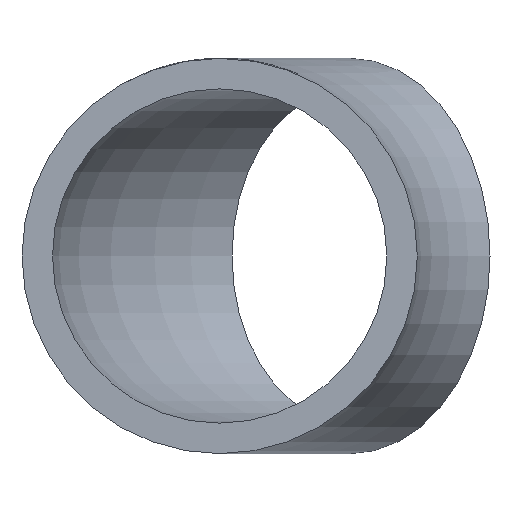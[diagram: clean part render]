
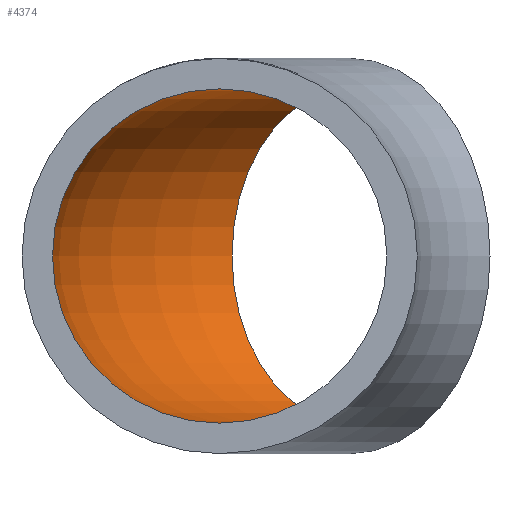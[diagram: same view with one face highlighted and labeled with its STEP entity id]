
A CAD part, front view. The second image highlights one B-rep face of the part: STEP entity #4374.
In plain terms, the highlighted toroidal (fillet/blend) face has major radius 38 mm and minor radius 14.25 mm.
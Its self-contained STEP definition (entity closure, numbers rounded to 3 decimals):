
#1422 = DIRECTION ( 'NONE',  ( -0.707, 0.707, 0. ) ) ;
#2654 = DIRECTION ( 'NONE',  ( 0.707, 0.707, 0. ) ) ;
#4183 = TOROIDAL_SURFACE ( 'NONE', #6303, 38., 14.25 ) ;
#4374 = ADVANCED_FACE ( 'NONE', ( #10809, #15904 ), #4183, .F. ) ;
#4535 = AXIS2_PLACEMENT_3D ( 'NONE', #5389, #2654, #1422 ) ;
#4863 = EDGE_LOOP ( 'NONE', ( #10043 ) ) ;
#5389 = CARTESIAN_POINT ( 'NONE',  ( -26.87, 26.87, 0. ) ) ;
#6303 = AXIS2_PLACEMENT_3D ( 'NONE', #9558, #14739, #14655 ) ;
#7038 = CARTESIAN_POINT ( 'NONE',  ( -36.946, 36.946, 0. ) ) ;
#7564 = EDGE_CURVE ( 'NONE', #9612, #9612, #13827, .T. ) ;
#8778 = AXIS2_PLACEMENT_3D ( 'NONE', #12388, #16400, #13813 ) ;
#9112 = EDGE_LOOP ( 'NONE', ( #14436 ) ) ;
#9558 = CARTESIAN_POINT ( 'NONE',  ( 0., 0., 0. ) ) ;
#9610 = EDGE_CURVE ( 'NONE', #13377, #13377, #11986, .T. ) ;
#9612 = VERTEX_POINT ( 'NONE', #7038 ) ;
#10043 = ORIENTED_EDGE ( 'NONE', *, *, #9610, .F. ) ;
#10809 = FACE_OUTER_BOUND ( 'NONE', #9112, .T. ) ;
#11866 = CARTESIAN_POINT ( 'NONE',  ( -38., 0., 14.25 ) ) ;
#11986 = CIRCLE ( 'NONE', #8778, 14.25 ) ;
#12388 = CARTESIAN_POINT ( 'NONE',  ( -38., 0., 0. ) ) ;
#13377 = VERTEX_POINT ( 'NONE', #11866 ) ;
#13813 = DIRECTION ( 'NONE',  ( 0., 0., 1. ) ) ;
#13827 = CIRCLE ( 'NONE', #4535, 14.25 ) ;
#14436 = ORIENTED_EDGE ( 'NONE', *, *, #7564, .T. ) ;
#14655 = DIRECTION ( 'NONE',  ( -1., 0., 0. ) ) ;
#14739 = DIRECTION ( 'NONE',  ( 0., 0., -1. ) ) ;
#15904 = FACE_OUTER_BOUND ( 'NONE', #4863, .T. ) ;
#16400 = DIRECTION ( 'NONE',  ( 0., 1., 0. ) ) ;
